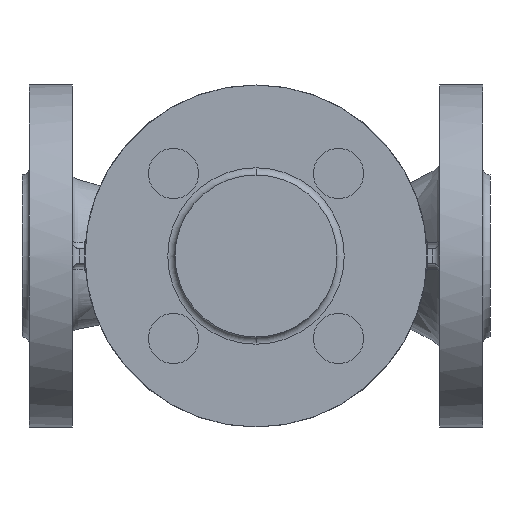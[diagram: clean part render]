
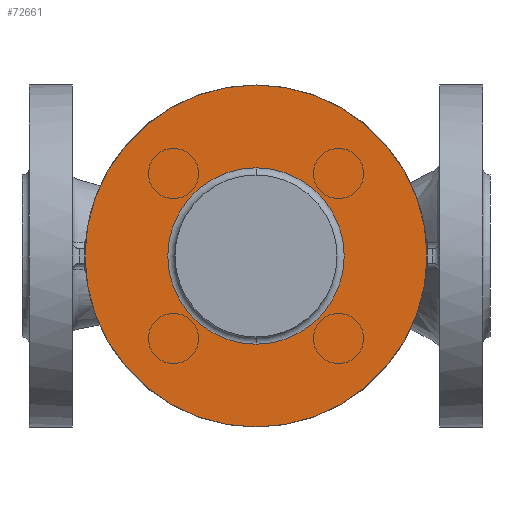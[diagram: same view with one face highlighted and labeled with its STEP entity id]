
A CAD part, front view. The second image highlights one B-rep face of the part: STEP entity #72661.
In plain terms, the highlighted planar face has unit normal (0, -1, 0).
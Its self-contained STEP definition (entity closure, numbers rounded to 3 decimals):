
#11289 = CARTESIAN_POINT ( 'NONE',  ( 0.001, -63.158, 0. ) ) ;
#11291 = DIRECTION ( 'NONE',  ( 0., 1., 0. ) ) ;
#11293 = DIRECTION ( 'NONE',  ( 0., 0., 1. ) ) ;
#29343 = EDGE_LOOP ( 'NONE', ( #103861, #103811 ) ) ;
#29354 = EDGE_LOOP ( 'NONE', ( #68660, #103860 ) ) ;
#30724 = CARTESIAN_POINT ( 'NONE',  ( 0.001, -63.158, 0. ) ) ;
#30725 = DIRECTION ( 'NONE',  ( 0., 1., 0. ) ) ;
#30726 = DIRECTION ( 'NONE',  ( 0., 0., 1. ) ) ;
#30870 = CARTESIAN_POINT ( 'NONE',  ( 0.001, -63.158, 0. ) ) ;
#30871 = DIRECTION ( 'NONE',  ( 0., 1., 0. ) ) ;
#30872 = DIRECTION ( 'NONE',  ( 0., 0., 1. ) ) ;
#68660 = ORIENTED_EDGE ( 'NONE', *, *, #73104, .F. ) ;
#72661 = ADVANCED_FACE ( 'NONE', ( #80435, #80438 ), #80440, .T. ) ;
#72941 = EDGE_CURVE ( 'NONE', #101706, #101779, #101643, .T. ) ;
#73104 = EDGE_CURVE ( 'NONE', #101714, #101805, #101534, .T. ) ;
#78013 = EDGE_CURVE ( 'NONE', #101805, #101714, #107627, .T. ) ;
#78045 = EDGE_CURVE ( 'NONE', #101779, #101706, #107619, .T. ) ;
#80404 = CARTESIAN_POINT ( 'NONE',  ( 0.001, -63.158, -24.574 ) ) ;
#80411 = CARTESIAN_POINT ( 'NONE',  ( -25.576, -63.158, 0. ) ) ;
#80424 = CARTESIAN_POINT ( 'NONE',  ( 0.001, -63.158, 47.642 ) ) ;
#80435 = FACE_BOUND ( 'NONE', #29343, .T. ) ;
#80438 = FACE_OUTER_BOUND ( 'NONE', #29354, .T. ) ;
#80440 = PLANE ( 'NONE',  #98258 ) ;
#80444 = DIRECTION ( 'NONE',  ( 0., -1., 0. ) ) ;
#80446 = DIRECTION ( 'NONE',  ( 0., 0., -1. ) ) ;
#80509 = CARTESIAN_POINT ( 'NONE',  ( 0.001, -63.158, 24.573 ) ) ;
#80559 = CARTESIAN_POINT ( 'NONE',  ( 0.001, -63.158, -47.643 ) ) ;
#93186 = CARTESIAN_POINT ( 'NONE',  ( 0.001, -63.158, 0. ) ) ;
#93188 = DIRECTION ( 'NONE',  ( 0., 1., 0. ) ) ;
#93190 = DIRECTION ( 'NONE',  ( 0., 0., 1. ) ) ;
#98258 = AXIS2_PLACEMENT_3D ( 'NONE', #80411, #80444, #80446 ) ;
#101534 = CIRCLE ( 'NONE', #101535, 47.642 ) ;
#101535 = AXIS2_PLACEMENT_3D ( 'NONE', #11289, #11291, #11293 ) ;
#101631 = AXIS2_PLACEMENT_3D ( 'NONE', #93186, #93188, #93190 ) ;
#101643 = CIRCLE ( 'NONE', #101631, 24.573 ) ;
#101706 = VERTEX_POINT ( 'NONE', #80404 ) ;
#101714 = VERTEX_POINT ( 'NONE', #80424 ) ;
#101779 = VERTEX_POINT ( 'NONE', #80509 ) ;
#101805 = VERTEX_POINT ( 'NONE', #80559 ) ;
#103811 = ORIENTED_EDGE ( 'NONE', *, *, #72941, .T. ) ;
#103860 = ORIENTED_EDGE ( 'NONE', *, *, #78013, .F. ) ;
#103861 = ORIENTED_EDGE ( 'NONE', *, *, #78045, .T. ) ;
#107618 = AXIS2_PLACEMENT_3D ( 'NONE', #30870, #30871, #30872 ) ;
#107619 = CIRCLE ( 'NONE', #107618, 24.573 ) ;
#107625 = AXIS2_PLACEMENT_3D ( 'NONE', #30724, #30725, #30726 ) ;
#107627 = CIRCLE ( 'NONE', #107625, 47.642 ) ;
